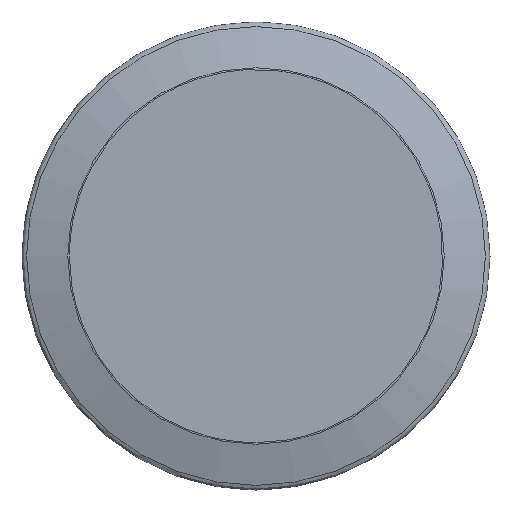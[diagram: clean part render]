
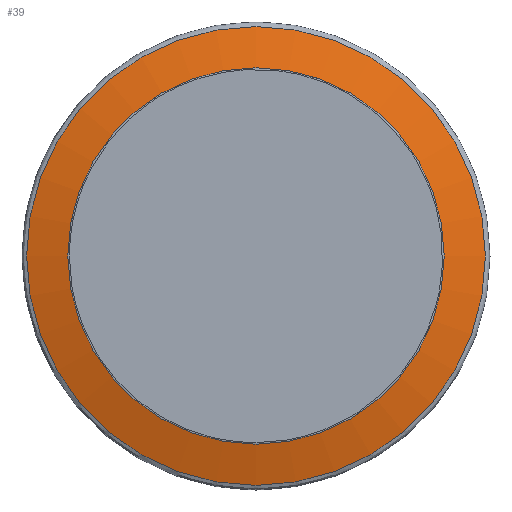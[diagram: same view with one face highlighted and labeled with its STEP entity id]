
A CAD part, left-side view. The second image highlights one B-rep face of the part: STEP entity #39.
In plain terms, the highlighted conical face has half-angle 75 degrees and reference radius 36.759 mm.
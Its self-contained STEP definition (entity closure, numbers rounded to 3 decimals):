
#29 = EDGE_LOOP ( 'NONE', ( #152 ) ) ;
#39 = ADVANCED_FACE ( 'NONE', ( #406, #329 ), #518, .T. ) ;
#107 = CARTESIAN_POINT ( 'NONE',  ( 1.801, 0., 0. ) ) ;
#152 = ORIENTED_EDGE ( 'NONE', *, *, #538, .F. ) ;
#161 = CIRCLE ( 'NONE', #334, 36.759 ) ;
#182 = DIRECTION ( 'NONE',  ( 0., 1., 0. ) ) ;
#188 = VERTEX_POINT ( 'NONE', #335 ) ;
#281 = DIRECTION ( 'NONE',  ( 0., 0., -1. ) ) ;
#329 = FACE_OUTER_BOUND ( 'NONE', #330, .T. ) ;
#330 = EDGE_LOOP ( 'NONE', ( #548 ) ) ;
#334 = AXIS2_PLACEMENT_3D ( 'NONE', #583, #698, #760 ) ;
#335 = CARTESIAN_POINT ( 'NONE',  ( 1.801, 36.759, 0. ) ) ;
#399 = VERTEX_POINT ( 'NONE', #693 ) ;
#406 = FACE_BOUND ( 'NONE', #29, .T. ) ;
#465 = DIRECTION ( 'NONE',  ( -1., 0., 0. ) ) ;
#518 = CONICAL_SURFACE ( 'NONE', #722, 36.759, 1.309 ) ;
#538 = EDGE_CURVE ( 'NONE', #399, #399, #650, .T. ) ;
#548 = ORIENTED_EDGE ( 'NONE', *, *, #623, .T. ) ;
#583 = CARTESIAN_POINT ( 'NONE',  ( 1.801, 0., 0. ) ) ;
#623 = EDGE_CURVE ( 'NONE', #188, #188, #161, .T. ) ;
#642 = CARTESIAN_POINT ( 'NONE',  ( 0.034, 0., 0. ) ) ;
#650 = CIRCLE ( 'NONE', #671, 30.163 ) ;
#656 = DIRECTION ( 'NONE',  ( 1., 0., 0. ) ) ;
#671 = AXIS2_PLACEMENT_3D ( 'NONE', #642, #465, #281 ) ;
#693 = CARTESIAN_POINT ( 'NONE',  ( 0.034, 0., -30.163 ) ) ;
#698 = DIRECTION ( 'NONE',  ( -1., 0., 0. ) ) ;
#722 = AXIS2_PLACEMENT_3D ( 'NONE', #107, #656, #182 ) ;
#760 = DIRECTION ( 'NONE',  ( 0., 1., 0. ) ) ;
